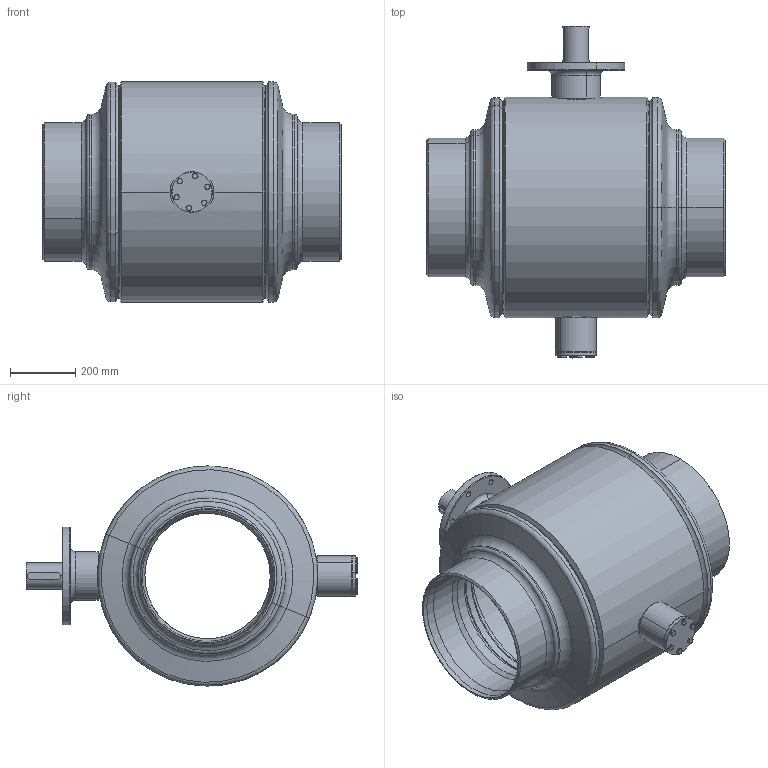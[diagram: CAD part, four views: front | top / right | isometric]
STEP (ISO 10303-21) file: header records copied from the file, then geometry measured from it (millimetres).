
FILE_DESCRIPTION (( 'STEP AP214' ), '1' );
FILE_NAME ('通径DN400焊接球阀-蜗轮盘.STEP', '2026-02-03T01:57:36', ( '' ), ( '' ), 'SwSTEP 2.0', 'SolidWorks 2022', '' );
FILE_SCHEMA (( 'AUTOMOTIVE_DESIGN' ));
Length unit declared in the file: millimetre
Products named in the file (8): 400籵噤晚极1; hexagon head bolts-full thread gb9_GB_FASTENER_BOLT_STBAB A M10X20-N; DN500-苤粣杶; 500Q367F16C-01; 揤裔; 通径DN400焊接球阀-蜗轮盘; 4; Q61F-450-500-3概裝
Assembly tree (13 placements, depth 2):
  通径DN400焊接球阀-蜗轮盘
    DN500-苤粣杶
    揤裔
    hexagon head bolts-full thread gb9_GB_FASTENER_BOLT_STBAB A M10X20-N  x6
    500Q367F16C-01
    400籵噤晚极1  x2
    Q61F-450-500-3概裝
    4
Bounding box: 915 x 1018.58 x 676 mm (x, y, z)
Volume: 53309898.4 mm3; surface area: 4524074.1 mm2
Topology: 13 solids, 13 shells, 610 faces, 1360 edges, 850 vertices
Faces by surface type: cylinder 270, plane 200, cone 118, torus 22
Entity records: 11000 total; most frequent: CARTESIAN_POINT 2469, DIRECTION 1848, ORIENTED_EDGE 1528, AXIS2_PLACEMENT_3D 777, EDGE_CURVE 764, VERTEX_POINT 484, EDGE_LOOP 432, CIRCLE 418
